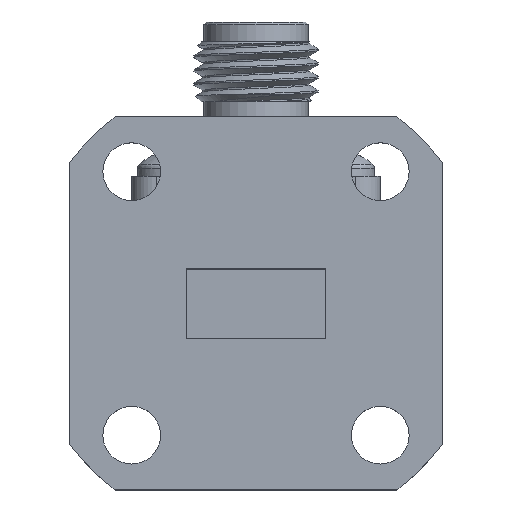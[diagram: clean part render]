
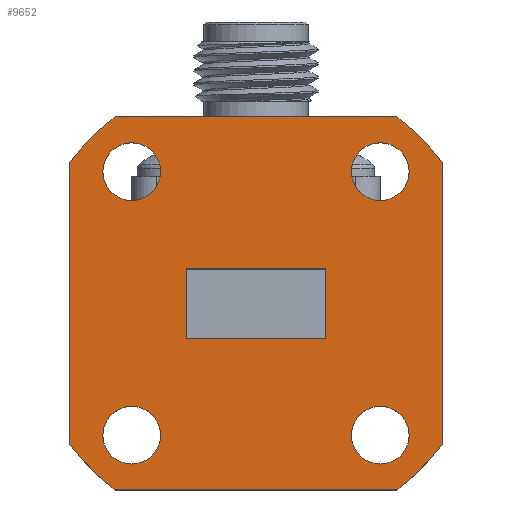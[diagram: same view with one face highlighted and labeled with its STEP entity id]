
A CAD part, top view. The second image highlights one B-rep face of the part: STEP entity #9652.
In plain terms, the highlighted planar face has unit normal (0, 0, 1).
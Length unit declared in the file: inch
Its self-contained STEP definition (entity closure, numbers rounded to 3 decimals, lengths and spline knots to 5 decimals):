
#31 = CARTESIAN_POINT ( 'NONE',  ( -0.14, -0.07, 0. ) ) ;
#131 = ORIENTED_EDGE ( 'NONE', *, *, #14311, .F. ) ;
#278 = VERTEX_POINT ( 'NONE', #11661 ) ;
#335 = AXIS2_PLACEMENT_3D ( 'NONE', #2302, #3373, #10117 ) ;
#351 = DIRECTION ( 'NONE',  ( -1., 0., 0. ) ) ;
#408 = EDGE_CURVE ( 'NONE', #4030, #1232, #8126, .T. ) ;
#476 = CARTESIAN_POINT ( 'NONE',  ( -0.192, -0.265, 0. ) ) ;
#628 = EDGE_CURVE ( 'NONE', #7710, #278, #7516, .T. ) ;
#810 = AXIS2_PLACEMENT_3D ( 'NONE', #5046, #14331, #9743 ) ;
#1119 = VECTOR ( 'NONE', #8354, 39.37008 ) ;
#1134 = CARTESIAN_POINT ( 'NONE',  ( 0.14, 0.07, 0. ) ) ;
#1153 = EDGE_CURVE ( 'NONE', #12838, #2660, #11758, .T. ) ;
#1208 = ORIENTED_EDGE ( 'NONE', *, *, #7502, .F. ) ;
#1218 = LINE ( 'NONE', #1445, #1119 ) ;
#1232 = VERTEX_POINT ( 'NONE', #6232 ) ;
#1250 = CARTESIAN_POINT ( 'NONE',  ( -0.14, 0.07, 0. ) ) ;
#1269 = FACE_BOUND ( 'NONE', #13629, .T. ) ;
#1337 = ORIENTED_EDGE ( 'NONE', *, *, #4397, .F. ) ;
#1445 = CARTESIAN_POINT ( 'NONE',  ( -0.14, -0.07, 0. ) ) ;
#1460 = DIRECTION ( 'NONE',  ( 0., 0., -1. ) ) ;
#1617 = VECTOR ( 'NONE', #10276, 39.37008 ) ;
#1643 = AXIS2_PLACEMENT_3D ( 'NONE', #11146, #1653, #12284 ) ;
#1653 = DIRECTION ( 'NONE',  ( 0., 0., -1. ) ) ;
#1693 = EDGE_CURVE ( 'NONE', #8690, #8690, #6211, .T. ) ;
#1725 = FACE_BOUND ( 'NONE', #10667, .T. ) ;
#2274 = VERTEX_POINT ( 'NONE', #13207 ) ;
#2302 = CARTESIAN_POINT ( 'NONE',  ( -0.25, 0.265, 0. ) ) ;
#2408 = ORIENTED_EDGE ( 'NONE', *, *, #1153, .F. ) ;
#2419 = FACE_BOUND ( 'NONE', #7956, .T. ) ;
#2469 = LINE ( 'NONE', #3466, #8156 ) ;
#2528 = DIRECTION ( 'NONE',  ( 1., 0., 0. ) ) ;
#2660 = VERTEX_POINT ( 'NONE', #11439 ) ;
#2727 = FACE_BOUND ( 'NONE', #13718, .T. ) ;
#3068 = AXIS2_PLACEMENT_3D ( 'NONE', #11816, #3531, #8295 ) ;
#3300 = CARTESIAN_POINT ( 'NONE',  ( 0.14, -0.07, 0. ) ) ;
#3373 = DIRECTION ( 'NONE',  ( 0., 0., 1. ) ) ;
#3466 = CARTESIAN_POINT ( 'NONE',  ( 0.375, -0.375, 0. ) ) ;
#3531 = DIRECTION ( 'NONE',  ( 0., 0., 1. ) ) ;
#3737 = EDGE_CURVE ( 'NONE', #7536, #7536, #6036, .T. ) ;
#3893 = VECTOR ( 'NONE', #7093, 39.37008 ) ;
#3923 = VERTEX_POINT ( 'NONE', #8546 ) ;
#4030 = VERTEX_POINT ( 'NONE', #4087 ) ;
#4041 = ORIENTED_EDGE ( 'NONE', *, *, #1693, .F. ) ;
#4087 = CARTESIAN_POINT ( 'NONE',  ( -0.28333, -0.375, 0. ) ) ;
#4209 = CIRCLE ( 'NONE', #8880, 0.47 ) ;
#4220 = ORIENTED_EDGE ( 'NONE', *, *, #628, .T. ) ;
#4397 = EDGE_CURVE ( 'NONE', #5170, #1232, #5608, .T. ) ;
#4546 = CARTESIAN_POINT ( 'NONE',  ( 0., 0., 0. ) ) ;
#4604 = ORIENTED_EDGE ( 'NONE', *, *, #10578, .F. ) ;
#4703 = LINE ( 'NONE', #14966, #3893 ) ;
#4707 = DIRECTION ( 'NONE',  ( 1., 0., 0. ) ) ;
#4829 = CARTESIAN_POINT ( 'NONE',  ( -0.375, -0.375, 0. ) ) ;
#4894 = EDGE_CURVE ( 'NONE', #2660, #10239, #1218, .T. ) ;
#4946 = DIRECTION ( 'NONE',  ( 0., 0., -1. ) ) ;
#4960 = EDGE_CURVE ( 'NONE', #6544, #13234, #5033, .T. ) ;
#5033 = CIRCLE ( 'NONE', #14575, 0.47 ) ;
#5046 = CARTESIAN_POINT ( 'NONE',  ( 0.25, 0.265, 0. ) ) ;
#5095 = CARTESIAN_POINT ( 'NONE',  ( 0., 0., 0. ) ) ;
#5170 = VERTEX_POINT ( 'NONE', #13524 ) ;
#5520 = LINE ( 'NONE', #3300, #1617 ) ;
#5608 = CIRCLE ( 'NONE', #10514, 0.47 ) ;
#5672 = CARTESIAN_POINT ( 'NONE',  ( 0.308, 0.265, 0. ) ) ;
#5847 = DIRECTION ( 'NONE',  ( 0., 1., 0. ) ) ;
#5963 = ORIENTED_EDGE ( 'NONE', *, *, #4960, .T. ) ;
#6036 = CIRCLE ( 'NONE', #6275, 0.058 ) ;
#6211 = CIRCLE ( 'NONE', #335, 0.058 ) ;
#6232 = CARTESIAN_POINT ( 'NONE',  ( 0.28333, -0.375, 0. ) ) ;
#6275 = AXIS2_PLACEMENT_3D ( 'NONE', #12989, #14067, #12834 ) ;
#6404 = VECTOR ( 'NONE', #7586, 39.37008 ) ;
#6452 = CIRCLE ( 'NONE', #810, 0.058 ) ;
#6544 = VERTEX_POINT ( 'NONE', #14056 ) ;
#6578 = ORIENTED_EDGE ( 'NONE', *, *, #12524, .F. ) ;
#7093 = DIRECTION ( 'NONE',  ( -1., 0., 0. ) ) ;
#7144 = DIRECTION ( 'NONE',  ( -1., 0., 0. ) ) ;
#7491 = VECTOR ( 'NONE', #9468, 39.37008 ) ;
#7502 = EDGE_CURVE ( 'NONE', #7710, #12797, #12205, .T. ) ;
#7516 = LINE ( 'NONE', #13175, #6404 ) ;
#7536 = VERTEX_POINT ( 'NONE', #476 ) ;
#7586 = DIRECTION ( 'NONE',  ( 0., -1., 0. ) ) ;
#7710 = VERTEX_POINT ( 'NONE', #11532 ) ;
#7803 = EDGE_CURVE ( 'NONE', #13234, #12797, #4703, .T. ) ;
#7956 = EDGE_LOOP ( 'NONE', ( #131 ) ) ;
#8092 = DIRECTION ( 'NONE',  ( 0., 0., -1. ) ) ;
#8126 = LINE ( 'NONE', #4829, #10290 ) ;
#8156 = VECTOR ( 'NONE', #5847, 39.37008 ) ;
#8263 = ORIENTED_EDGE ( 'NONE', *, *, #10249, .F. ) ;
#8295 = DIRECTION ( 'NONE',  ( 1., 0., 0. ) ) ;
#8354 = DIRECTION ( 'NONE',  ( 0., -1., 0. ) ) ;
#8380 = ORIENTED_EDGE ( 'NONE', *, *, #7803, .T. ) ;
#8546 = CARTESIAN_POINT ( 'NONE',  ( 0.308, -0.265, 0. ) ) ;
#8570 = FACE_OUTER_BOUND ( 'NONE', #14621, .T. ) ;
#8690 = VERTEX_POINT ( 'NONE', #14428 ) ;
#8880 = AXIS2_PLACEMENT_3D ( 'NONE', #13911, #8092, #12833 ) ;
#9432 = DIRECTION ( 'NONE',  ( 1., 0., 0. ) ) ;
#9468 = DIRECTION ( 'NONE',  ( -1., 0., 0. ) ) ;
#9652 = ADVANCED_FACE ( 'NONE', ( #8570, #12915, #2727, #2419, #1269, #1725 ), #12431, .F. ) ;
#9743 = DIRECTION ( 'NONE',  ( 1., 0., 0. ) ) ;
#10117 = DIRECTION ( 'NONE',  ( 1., 0., 0. ) ) ;
#10239 = VERTEX_POINT ( 'NONE', #13795 ) ;
#10249 = EDGE_CURVE ( 'NONE', #2274, #12838, #5520, .T. ) ;
#10271 = VERTEX_POINT ( 'NONE', #5672 ) ;
#10276 = DIRECTION ( 'NONE',  ( 0., 1., 0. ) ) ;
#10290 = VECTOR ( 'NONE', #2528, 39.37008 ) ;
#10482 = ORIENTED_EDGE ( 'NONE', *, *, #3737, .F. ) ;
#10486 = EDGE_CURVE ( 'NONE', #3923, #3923, #13356, .T. ) ;
#10514 = AXIS2_PLACEMENT_3D ( 'NONE', #4546, #1460, #7144 ) ;
#10542 = LINE ( 'NONE', #31, #14616 ) ;
#10578 = EDGE_CURVE ( 'NONE', #10239, #2274, #10542, .T. ) ;
#10667 = EDGE_LOOP ( 'NONE', ( #11083, #2408, #8263, #4604 ) ) ;
#11083 = ORIENTED_EDGE ( 'NONE', *, *, #4894, .F. ) ;
#11146 = CARTESIAN_POINT ( 'NONE',  ( 0., 0., 0. ) ) ;
#11439 = CARTESIAN_POINT ( 'NONE',  ( -0.14, 0.07, 0. ) ) ;
#11532 = CARTESIAN_POINT ( 'NONE',  ( -0.375, 0.28333, 0. ) ) ;
#11661 = CARTESIAN_POINT ( 'NONE',  ( -0.375, -0.28333, 0. ) ) ;
#11732 = AXIS2_PLACEMENT_3D ( 'NONE', #5095, #4946, #351 ) ;
#11758 = LINE ( 'NONE', #1250, #7491 ) ;
#11816 = CARTESIAN_POINT ( 'NONE',  ( 0.25, -0.265, 0. ) ) ;
#12205 = CIRCLE ( 'NONE', #11732, 0.47 ) ;
#12284 = DIRECTION ( 'NONE',  ( 0., -1., 0. ) ) ;
#12336 = EDGE_LOOP ( 'NONE', ( #10482 ) ) ;
#12431 = PLANE ( 'NONE',  #1643 ) ;
#12524 = EDGE_CURVE ( 'NONE', #4030, #278, #4209, .T. ) ;
#12797 = VERTEX_POINT ( 'NONE', #12988 ) ;
#12833 = DIRECTION ( 'NONE',  ( -1., 0., 0. ) ) ;
#12834 = DIRECTION ( 'NONE',  ( 1., 0., 0. ) ) ;
#12838 = VERTEX_POINT ( 'NONE', #1134 ) ;
#12877 = ORIENTED_EDGE ( 'NONE', *, *, #408, .T. ) ;
#12915 = FACE_BOUND ( 'NONE', #12336, .T. ) ;
#12988 = CARTESIAN_POINT ( 'NONE',  ( -0.28333, 0.375, 0. ) ) ;
#12989 = CARTESIAN_POINT ( 'NONE',  ( -0.25, -0.265, 0. ) ) ;
#13014 = CARTESIAN_POINT ( 'NONE',  ( 0., 0., 0. ) ) ;
#13175 = CARTESIAN_POINT ( 'NONE',  ( -0.375, -0.375, 0. ) ) ;
#13207 = CARTESIAN_POINT ( 'NONE',  ( 0.14, -0.07, 0. ) ) ;
#13234 = VERTEX_POINT ( 'NONE', #14982 ) ;
#13356 = CIRCLE ( 'NONE', #3068, 0.058 ) ;
#13495 = EDGE_CURVE ( 'NONE', #5170, #6544, #2469, .T. ) ;
#13524 = CARTESIAN_POINT ( 'NONE',  ( 0.375, -0.28333, 0. ) ) ;
#13629 = EDGE_LOOP ( 'NONE', ( #4041 ) ) ;
#13665 = ORIENTED_EDGE ( 'NONE', *, *, #13495, .T. ) ;
#13718 = EDGE_LOOP ( 'NONE', ( #14910 ) ) ;
#13795 = CARTESIAN_POINT ( 'NONE',  ( -0.14, -0.07, 0. ) ) ;
#13911 = CARTESIAN_POINT ( 'NONE',  ( 0., 0., 0. ) ) ;
#14056 = CARTESIAN_POINT ( 'NONE',  ( 0.375, 0.28333, 0. ) ) ;
#14067 = DIRECTION ( 'NONE',  ( 0., 0., 1. ) ) ;
#14247 = DIRECTION ( 'NONE',  ( 0., 0., 1. ) ) ;
#14311 = EDGE_CURVE ( 'NONE', #10271, #10271, #6452, .T. ) ;
#14331 = DIRECTION ( 'NONE',  ( 0., 0., 1. ) ) ;
#14428 = CARTESIAN_POINT ( 'NONE',  ( -0.192, 0.265, 0. ) ) ;
#14575 = AXIS2_PLACEMENT_3D ( 'NONE', #13014, #14247, #9432 ) ;
#14616 = VECTOR ( 'NONE', #4707, 39.37008 ) ;
#14621 = EDGE_LOOP ( 'NONE', ( #1208, #4220, #6578, #12877, #1337, #13665, #5963, #8380 ) ) ;
#14910 = ORIENTED_EDGE ( 'NONE', *, *, #10486, .F. ) ;
#14966 = CARTESIAN_POINT ( 'NONE',  ( -0.375, 0.375, 0. ) ) ;
#14982 = CARTESIAN_POINT ( 'NONE',  ( 0.28333, 0.375, 0. ) ) ;
